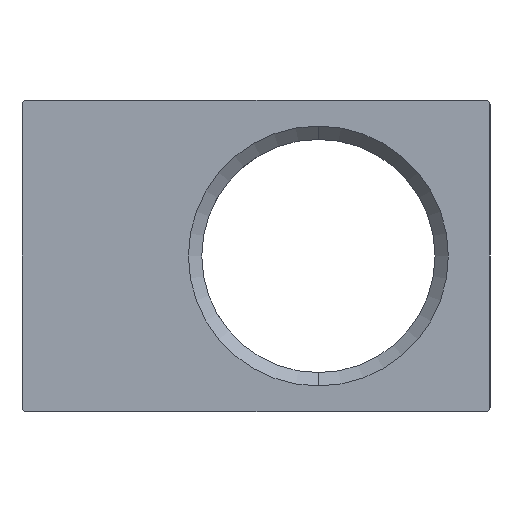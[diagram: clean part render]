
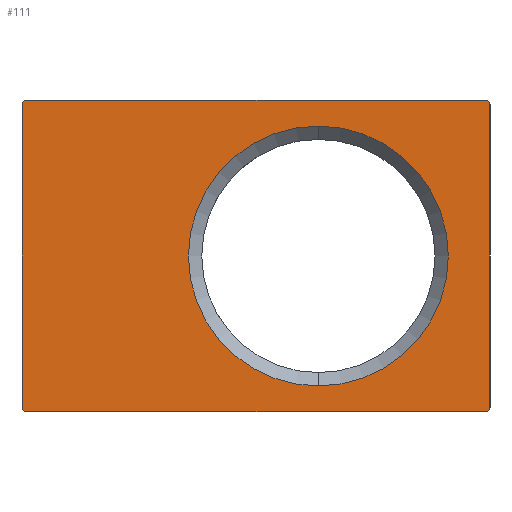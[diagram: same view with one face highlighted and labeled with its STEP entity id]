
A CAD part, left-side view. The second image highlights one B-rep face of the part: STEP entity #111.
In plain terms, the highlighted planar face has unit normal (-1, 0, 0).
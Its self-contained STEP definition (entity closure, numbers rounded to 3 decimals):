
#111=ADVANCED_FACE('',(#259,#260),#261,.T.);
#259=FACE_OUTER_BOUND('',#452,.T.);
#260=FACE_BOUND('',#453,.T.);
#261=PLANE('',#454);
#452=EDGE_LOOP('',(#757,#758,#759,#760,#761,#762,#763,#764));
#453=EDGE_LOOP('',(#765,#766));
#454=AXIS2_PLACEMENT_3D('',#767,#768,#769);
#757=ORIENTED_EDGE('',*,*,#1255,.T.);
#758=ORIENTED_EDGE('',*,*,#1256,.T.);
#759=ORIENTED_EDGE('',*,*,#1257,.T.);
#760=ORIENTED_EDGE('',*,*,#1258,.T.);
#761=ORIENTED_EDGE('',*,*,#1259,.T.);
#762=ORIENTED_EDGE('',*,*,#1260,.F.);
#763=ORIENTED_EDGE('',*,*,#1261,.T.);
#764=ORIENTED_EDGE('',*,*,#1262,.F.);
#765=ORIENTED_EDGE('',*,*,#1263,.T.);
#766=ORIENTED_EDGE('',*,*,#1264,.T.);
#767=CARTESIAN_POINT('',(-91.0,30.0,-10.0));
#768=DIRECTION('',(-1.0,0.0,0.0));
#769=DIRECTION('',(0.0,0.0,1.0));
#1255=EDGE_CURVE('',#1543,#1544,#1545,.T.);
#1256=EDGE_CURVE('',#1544,#1546,#1547,.T.);
#1257=EDGE_CURVE('',#1546,#1548,#1549,.T.);
#1258=EDGE_CURVE('',#1548,#1550,#1551,.T.);
#1259=EDGE_CURVE('',#1550,#1552,#1553,.T.);
#1260=EDGE_CURVE('',#1554,#1552,#1555,.T.);
#1261=EDGE_CURVE('',#1554,#1556,#1557,.T.);
#1262=EDGE_CURVE('',#1543,#1556,#1558,.T.);
#1263=EDGE_CURVE('',#1559,#1560,#1561,.T.);
#1264=EDGE_CURVE('',#1560,#1559,#1562,.T.);
#1543=VERTEX_POINT('',#2240);
#1544=VERTEX_POINT('',#2241);
#1545=CIRCLE('',#2242,0.3);
#1546=VERTEX_POINT('',#2243);
#1547=LINE('',#2244,#2245);
#1548=VERTEX_POINT('',#2246);
#1549=CIRCLE('',#2247,0.3);
#1550=VERTEX_POINT('',#2248);
#1551=LINE('',#2249,#2250);
#1552=VERTEX_POINT('',#2251);
#1553=CIRCLE('',#2252,0.3);
#1554=VERTEX_POINT('',#2253);
#1555=LINE('',#2254,#2255);
#1556=VERTEX_POINT('',#2256);
#1557=CIRCLE('',#2257,0.3);
#1558=LINE('',#2258,#2259);
#1559=VERTEX_POINT('',#2260);
#1560=VERTEX_POINT('',#2261);
#1561=CIRCLE('',#2262,8.33);
#1562=CIRCLE('',#2263,8.33);
#2240=CARTESIAN_POINT('',(-91.0,30.0,-9.7));
#2241=CARTESIAN_POINT('',(-91.0,29.7,-10.0));
#2242=AXIS2_PLACEMENT_3D('',#2573,#2574,#2575);
#2243=CARTESIAN_POINT('',(-91.0,0.3,-10.0));
#2244=CARTESIAN_POINT('',(-91.0,29.7,-10.0));
#2245=VECTOR('',#2576,29.4);
#2246=CARTESIAN_POINT('',(-91.0,0.0,-9.7));
#2247=AXIS2_PLACEMENT_3D('',#2577,#2578,#2579);
#2248=CARTESIAN_POINT('',(-91.0,0.0,9.7));
#2249=CARTESIAN_POINT('',(-91.0,0.0,-9.7));
#2250=VECTOR('',#2580,19.4);
#2251=CARTESIAN_POINT('',(-91.0,0.3,10.0));
#2252=AXIS2_PLACEMENT_3D('',#2581,#2582,#2583);
#2253=CARTESIAN_POINT('',(-91.0,29.7,10.0));
#2254=CARTESIAN_POINT('',(-91.0,29.7,10.0));
#2255=VECTOR('',#2584,29.4);
#2256=CARTESIAN_POINT('',(-91.0,30.0,9.7));
#2257=AXIS2_PLACEMENT_3D('',#2585,#2586,#2587);
#2258=CARTESIAN_POINT('',(-91.0,30.0,-9.7));
#2259=VECTOR('',#2588,19.4);
#2260=CARTESIAN_POINT('',(-91.0,11.0,8.33));
#2261=CARTESIAN_POINT('',(-91.0,11.0,-8.33));
#2262=AXIS2_PLACEMENT_3D('',#2589,#2590,#2591);
#2263=AXIS2_PLACEMENT_3D('',#2592,#2593,#2594);
#2573=CARTESIAN_POINT('',(-91.0,29.7,-9.7));
#2574=DIRECTION('',(-1.0,0.0,0.0));
#2575=DIRECTION('',(0.0,1.0,0.));
#2576=DIRECTION('',(0.0,-1.0,0.0));
#2577=CARTESIAN_POINT('',(-91.0,0.3,-9.7));
#2578=DIRECTION('',(-1.0,0.0,0.0));
#2579=DIRECTION('',(0.0,0.0,-1.0));
#2580=DIRECTION('',(0.0,0.0,1.0));
#2581=CARTESIAN_POINT('',(-91.0,0.3,9.7));
#2582=DIRECTION('',(-1.0,0.0,0.0));
#2583=DIRECTION('',(0.0,-1.0,0.0));
#2584=DIRECTION('',(0.0,-1.0,0.0));
#2585=CARTESIAN_POINT('',(-91.0,29.7,9.7));
#2586=DIRECTION('',(-1.0,0.0,0.0));
#2587=DIRECTION('',(0.0,0.0,1.0));
#2588=DIRECTION('',(0.0,0.0,1.0));
#2589=CARTESIAN_POINT('',(-91.0,11.0,0.0));
#2590=DIRECTION('',(1.0,0.0,0.0));
#2591=DIRECTION('',(0.0,0.0,-1.0));
#2592=CARTESIAN_POINT('',(-91.0,11.0,0.0));
#2593=DIRECTION('',(1.0,0.0,0.0));
#2594=DIRECTION('',(0.0,0.0,-1.0));
